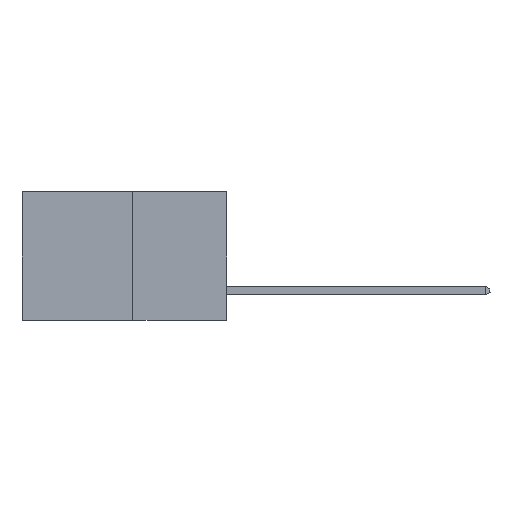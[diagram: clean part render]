
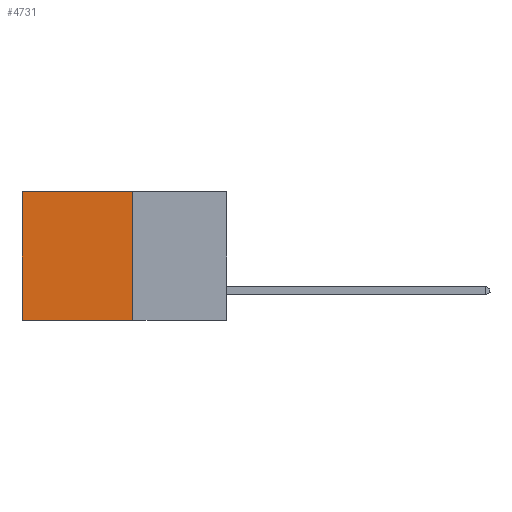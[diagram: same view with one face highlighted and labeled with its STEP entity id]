
A CAD part, left-side view. The second image highlights one B-rep face of the part: STEP entity #4731.
In plain terms, the highlighted planar face has unit normal (-1, 0, 0).
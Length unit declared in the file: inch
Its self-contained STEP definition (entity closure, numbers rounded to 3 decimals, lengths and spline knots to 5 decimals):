
#150 = AXIS2_PLACEMENT_3D ( 'NONE', #12854, #11815, #11738 ) ;
#853 = LINE ( 'NONE', #12712, #6188 ) ;
#1666 = VECTOR ( 'NONE', #8274, 39.37008 ) ;
#2100 = EDGE_CURVE ( 'NONE', #2209, #8281, #5039, .T. ) ;
#2134 = VERTEX_POINT ( 'NONE', #4654 ) ;
#2209 = VERTEX_POINT ( 'NONE', #7978 ) ;
#3043 = EDGE_CURVE ( 'NONE', #2134, #2209, #5018, .T. ) ;
#3784 = CARTESIAN_POINT ( 'NONE',  ( 0.277, 0.59, 0. ) ) ;
#4639 = CARTESIAN_POINT ( 'NONE',  ( 0.277, 0.27, -0.37 ) ) ;
#4654 = CARTESIAN_POINT ( 'NONE',  ( 0.277, 0.27, 0. ) ) ;
#4723 = LINE ( 'NONE', #9118, #1666 ) ;
#4731 = ADVANCED_FACE ( 'NONE', ( #11360 ), #12183, .F. ) ;
#5018 = LINE ( 'NONE', #7661, #12286 ) ;
#5039 = LINE ( 'NONE', #4639, #7551 ) ;
#6188 = VECTOR ( 'NONE', #8333, 39.37008 ) ;
#6765 = EDGE_CURVE ( 'NONE', #2134, #8752, #853, .T. ) ;
#7551 = VECTOR ( 'NONE', #8026, 39.37008 ) ;
#7576 = DIRECTION ( 'NONE',  ( 0., 0., -1. ) ) ;
#7661 = CARTESIAN_POINT ( 'NONE',  ( 0.277, 0.27, -0.37 ) ) ;
#7736 = EDGE_CURVE ( 'NONE', #8752, #8281, #4723, .T. ) ;
#7978 = CARTESIAN_POINT ( 'NONE',  ( 0.277, 0.27, -0.37 ) ) ;
#8026 = DIRECTION ( 'NONE',  ( 0., 1., 0. ) ) ;
#8107 = CARTESIAN_POINT ( 'NONE',  ( 0.277, 0.59, -0.37 ) ) ;
#8274 = DIRECTION ( 'NONE',  ( 0., 0., -1. ) ) ;
#8281 = VERTEX_POINT ( 'NONE', #8107 ) ;
#8333 = DIRECTION ( 'NONE',  ( 0., 1., 0. ) ) ;
#8752 = VERTEX_POINT ( 'NONE', #3784 ) ;
#9040 = ORIENTED_EDGE ( 'NONE', *, *, #2100, .F. ) ;
#9118 = CARTESIAN_POINT ( 'NONE',  ( 0.277, 0.59, -0.37 ) ) ;
#9580 = ORIENTED_EDGE ( 'NONE', *, *, #3043, .F. ) ;
#11048 = ORIENTED_EDGE ( 'NONE', *, *, #7736, .T. ) ;
#11360 = FACE_OUTER_BOUND ( 'NONE', #12216, .T. ) ;
#11738 = DIRECTION ( 'NONE',  ( 0., 0., -1. ) ) ;
#11815 = DIRECTION ( 'NONE',  ( 1., 0., 0. ) ) ;
#12183 = PLANE ( 'NONE',  #150 ) ;
#12216 = EDGE_LOOP ( 'NONE', ( #11048, #9040, #9580, #12266 ) ) ;
#12266 = ORIENTED_EDGE ( 'NONE', *, *, #6765, .T. ) ;
#12286 = VECTOR ( 'NONE', #7576, 39.37008 ) ;
#12712 = CARTESIAN_POINT ( 'NONE',  ( 0.277, 0.27, 0. ) ) ;
#12854 = CARTESIAN_POINT ( 'NONE',  ( 0.277, 0.27, -0.37 ) ) ;
